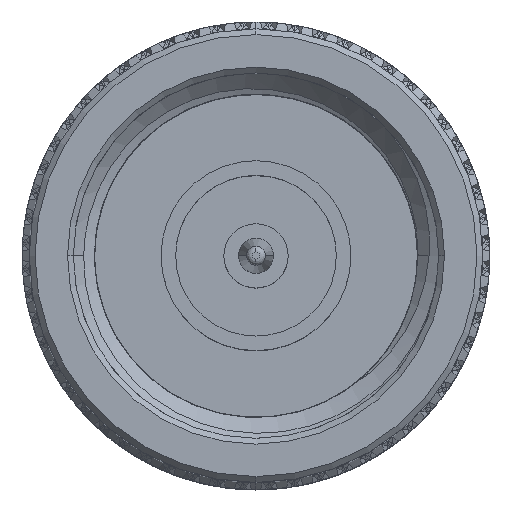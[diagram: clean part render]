
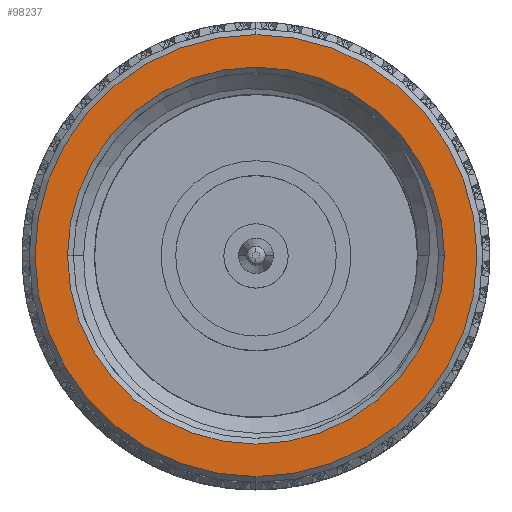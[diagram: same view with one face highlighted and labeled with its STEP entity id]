
A CAD part, top view. The second image highlights one B-rep face of the part: STEP entity #98237.
In plain terms, the highlighted face is planar.
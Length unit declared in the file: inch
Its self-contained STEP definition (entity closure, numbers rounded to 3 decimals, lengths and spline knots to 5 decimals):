
#2009 = ORIENTED_EDGE ( 'NONE', *, *, #97034, .T. ) ;
#3153 = CARTESIAN_POINT ( 'NONE',  ( 0., 0., 0.3225 ) ) ;
#4902 = CARTESIAN_POINT ( 'NONE',  ( 0., 0.38809, 0. ) ) ;
#8747 = EDGE_CURVE ( 'NONE', #85844, #46162, #102454, .T. ) ;
#12703 = CIRCLE ( 'NONE', #14564, 0.37809 ) ;
#14564 = AXIS2_PLACEMENT_3D ( 'NONE', #20653, #73574, #97250 ) ;
#17332 = AXIS2_PLACEMENT_3D ( 'NONE', #22959, #74788, #31427 ) ;
#20653 = CARTESIAN_POINT ( 'NONE',  ( 0., 0., 0. ) ) ;
#22959 = CARTESIAN_POINT ( 'NONE',  ( 0., 0., 0. ) ) ;
#23744 = DIRECTION ( 'NONE',  ( 1., 0., 0. ) ) ;
#27515 = EDGE_LOOP ( 'NONE', ( #42802, #2009 ) ) ;
#28001 = CARTESIAN_POINT ( 'NONE',  ( 0., 0.37809, 0. ) ) ;
#30847 = DIRECTION ( 'NONE',  ( -1., 0., 0. ) ) ;
#31427 = DIRECTION ( 'NONE',  ( 0., -1., 0. ) ) ;
#31635 = ORIENTED_EDGE ( 'NONE', *, *, #8747, .T. ) ;
#39205 = EDGE_CURVE ( 'NONE', #103937, #47522, #101851, .T. ) ;
#42340 = DIRECTION ( 'NONE',  ( 0., -1., 0. ) ) ;
#42802 = ORIENTED_EDGE ( 'NONE', *, *, #39205, .T. ) ;
#46162 = VERTEX_POINT ( 'NONE', #28001 ) ;
#47522 = VERTEX_POINT ( 'NONE', #82563 ) ;
#47744 = FACE_BOUND ( 'NONE', #27515, .T. ) ;
#48963 = DIRECTION ( 'NONE',  ( -1., 0., 0. ) ) ;
#56710 = DIRECTION ( 'NONE',  ( 0., -1., 0. ) ) ;
#61125 = AXIS2_PLACEMENT_3D ( 'NONE', #85127, #23744, #42340 ) ;
#65287 = DIRECTION ( 'NONE',  ( 0., -1., 0. ) ) ;
#73574 = DIRECTION ( 'NONE',  ( -1., 0., 0. ) ) ;
#74788 = DIRECTION ( 'NONE',  ( 1., 0., 0. ) ) ;
#82090 = PLANE ( 'NONE',  #86309 ) ;
#82563 = CARTESIAN_POINT ( 'NONE',  ( 0., 0., -0.3225 ) ) ;
#85127 = CARTESIAN_POINT ( 'NONE',  ( 0., 0., 0. ) ) ;
#85844 = VERTEX_POINT ( 'NONE', #104726 ) ;
#86309 = AXIS2_PLACEMENT_3D ( 'NONE', #4902, #30847, #56710 ) ;
#88056 = AXIS2_PLACEMENT_3D ( 'NONE', #91770, #48963, #65287 ) ;
#91102 = FACE_OUTER_BOUND ( 'NONE', #92405, .T. ) ;
#91770 = CARTESIAN_POINT ( 'NONE',  ( 0., 0., 0. ) ) ;
#92405 = EDGE_LOOP ( 'NONE', ( #108615, #31635 ) ) ;
#95858 = EDGE_CURVE ( 'NONE', #46162, #85844, #12703, .T. ) ;
#97034 = EDGE_CURVE ( 'NONE', #47522, #103937, #109696, .T. ) ;
#97250 = DIRECTION ( 'NONE',  ( 0., -1., 0. ) ) ;
#98237 = ADVANCED_FACE ( 'NONE', ( #47744, #91102 ), #82090, .T. ) ;
#101851 = CIRCLE ( 'NONE', #17332, 0.3225 ) ;
#102454 = CIRCLE ( 'NONE', #88056, 0.37809 ) ;
#103937 = VERTEX_POINT ( 'NONE', #3153 ) ;
#104726 = CARTESIAN_POINT ( 'NONE',  ( 0., -0.37809, 0. ) ) ;
#108615 = ORIENTED_EDGE ( 'NONE', *, *, #95858, .T. ) ;
#109696 = CIRCLE ( 'NONE', #61125, 0.3225 ) ;
